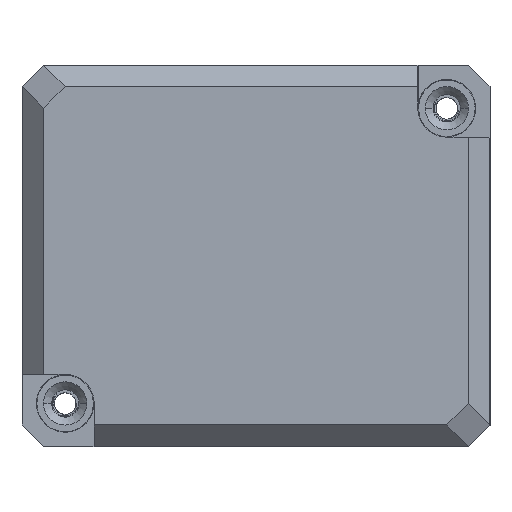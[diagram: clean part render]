
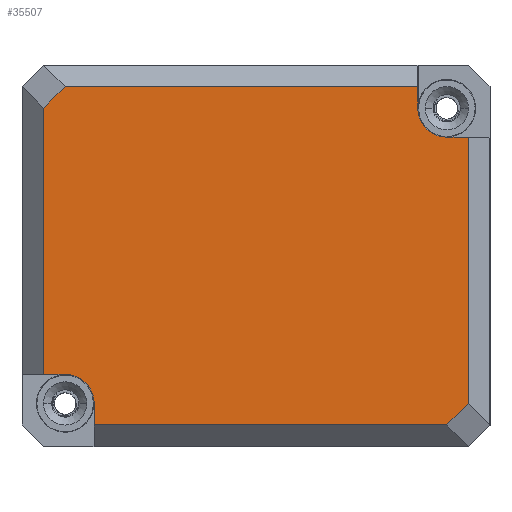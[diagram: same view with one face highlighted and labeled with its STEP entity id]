
A CAD part, top view. The second image highlights one B-rep face of the part: STEP entity #35507.
In plain terms, the highlighted planar face has unit normal (0, 0, 1).
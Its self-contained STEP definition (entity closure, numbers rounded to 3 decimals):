
#33091=DIRECTION('',(0.,-1.,0.));
#33092=VECTOR('',#33091,36.976);
#33093=CARTESIAN_POINT('',(-29.5,20.502,10.));
#33094=LINE('',#33093,#33092);
#33095=CARTESIAN_POINT('',(-26.5,-20.5,10.));
#33096=DIRECTION('',(0.,0.,1.));
#33097=DIRECTION('',(1.,0.,0.));
#33098=AXIS2_PLACEMENT_3D('',#33095,#33096,#33097);
#33100=DIRECTION('',(1.,0.,0.));
#33101=VECTOR('',#33100,3.);
#33102=CARTESIAN_POINT('',(-29.5,-16.474,10.));
#33103=LINE('',#33102,#33101);
#33104=DIRECTION('',(-0.707,-0.707,0.));
#33105=VECTOR('',#33104,4.24);
#33106=CARTESIAN_POINT('',(-26.502,23.5,10.));
#33107=LINE('',#33106,#33105);
#33108=DIRECTION('',(0.,-1.,0.));
#33109=VECTOR('',#33108,3.);
#33110=CARTESIAN_POINT('',(22.474,23.5,10.));
#33111=LINE('',#33110,#33109);
#33112=CARTESIAN_POINT('',(26.5,20.5,10.));
#33113=DIRECTION('',(0.,0.,1.));
#33114=DIRECTION('',(-1.,0.,0.));
#33115=AXIS2_PLACEMENT_3D('',#33112,#33113,#33114);
#33117=DIRECTION('',(-1.,0.,0.));
#33118=VECTOR('',#33117,3.);
#33119=CARTESIAN_POINT('',(29.5,16.474,10.));
#33120=LINE('',#33119,#33118);
#33121=DIRECTION('',(0.707,0.707,0.));
#33122=VECTOR('',#33121,4.24);
#33123=CARTESIAN_POINT('',(26.502,-23.5,10.));
#33124=LINE('',#33123,#33122);
#33125=DIRECTION('',(0.,1.,0.));
#33126=VECTOR('',#33125,3.);
#33127=CARTESIAN_POINT('',(-22.474,-23.5,10.));
#33128=LINE('',#33127,#33126);
#33133=DIRECTION('',(-1.,0.,0.));
#33134=VECTOR('',#33133,48.976);
#33135=CARTESIAN_POINT('',(22.474,23.5,10.));
#33136=LINE('',#33135,#33134);
#33265=DIRECTION('',(0.,1.,0.));
#33266=VECTOR('',#33265,36.976);
#33267=CARTESIAN_POINT('',(29.5,-20.502,10.));
#33268=LINE('',#33267,#33266);
#33329=DIRECTION('',(1.,0.,0.));
#33330=VECTOR('',#33329,48.976);
#33331=CARTESIAN_POINT('',(-22.474,-23.5,10.));
#33332=LINE('',#33331,#33330);
#33759=CARTESIAN_POINT('',(-26.502,23.5,10.));
#33760=CARTESIAN_POINT('',(-29.5,20.502,10.));
#33761=VERTEX_POINT('',#33759);
#33762=VERTEX_POINT('',#33760);
#33767=CARTESIAN_POINT('',(26.502,-23.5,10.));
#33768=CARTESIAN_POINT('',(29.5,-20.502,10.));
#33769=VERTEX_POINT('',#33767);
#33770=VERTEX_POINT('',#33768);
#33791=CARTESIAN_POINT('',(-22.474,-20.5,10.));
#33792=CARTESIAN_POINT('',(-26.5,-16.474,10.));
#33793=VERTEX_POINT('',#33791);
#33794=VERTEX_POINT('',#33792);
#33795=CARTESIAN_POINT('',(-29.5,-16.474,10.));
#33796=VERTEX_POINT('',#33795);
#33797=CARTESIAN_POINT('',(-22.474,-23.5,10.));
#33798=VERTEX_POINT('',#33797);
#33799=CARTESIAN_POINT('',(22.474,20.5,10.));
#33800=CARTESIAN_POINT('',(26.5,16.474,10.));
#33801=VERTEX_POINT('',#33799);
#33802=VERTEX_POINT('',#33800);
#33803=CARTESIAN_POINT('',(29.5,16.474,10.));
#33804=VERTEX_POINT('',#33803);
#33805=CARTESIAN_POINT('',(22.474,23.5,10.));
#33806=VERTEX_POINT('',#33805);
#35480=CARTESIAN_POINT('',(0.,0.,10.));
#35481=DIRECTION('',(0.,0.,1.));
#35482=DIRECTION('',(1.,0.,0.));
#35483=AXIS2_PLACEMENT_3D('',#35480,#35481,#35482);
#35484=PLANE('',#35483);
#35485=ORIENTED_EDGE('',*,*,#35426,.T.);
#35486=ORIENTED_EDGE('',*,*,#35445,.F.);
#35487=ORIENTED_EDGE('',*,*,#35460,.F.);
#35488=ORIENTED_EDGE('',*,*,#35470,.F.);
#35490=ORIENTED_EDGE('',*,*,#35489,.F.);
#35492=ORIENTED_EDGE('',*,*,#35491,.T.);
#35494=ORIENTED_EDGE('',*,*,#35493,.T.);
#35496=ORIENTED_EDGE('',*,*,#35495,.F.);
#35498=ORIENTED_EDGE('',*,*,#35497,.F.);
#35500=ORIENTED_EDGE('',*,*,#35499,.F.);
#35502=ORIENTED_EDGE('',*,*,#35501,.F.);
#35504=ORIENTED_EDGE('',*,*,#35503,.T.);
#35505=EDGE_LOOP('',(#35485,#35486,#35487,#35488,#35490,#35492,#35494,#35496,
#35498,#35500,#35502,#35504));
#35506=FACE_OUTER_BOUND('',#35505,.F.);
#33099=CIRCLE('',#33098,4.026);
#33116=CIRCLE('',#33115,4.026);
#35426=EDGE_CURVE('',#33793,#33794,#33099,.T.);
#35445=EDGE_CURVE('',#33796,#33794,#33103,.T.);
#35460=EDGE_CURVE('',#33762,#33796,#33094,.T.);
#35470=EDGE_CURVE('',#33761,#33762,#33107,.T.);
#35489=EDGE_CURVE('',#33806,#33761,#33136,.T.);
#35491=EDGE_CURVE('',#33806,#33801,#33111,.T.);
#35493=EDGE_CURVE('',#33801,#33802,#33116,.T.);
#35495=EDGE_CURVE('',#33804,#33802,#33120,.T.);
#35497=EDGE_CURVE('',#33770,#33804,#33268,.T.);
#35499=EDGE_CURVE('',#33769,#33770,#33124,.T.);
#35501=EDGE_CURVE('',#33798,#33769,#33332,.T.);
#35503=EDGE_CURVE('',#33798,#33793,#33128,.T.);
#35507=ADVANCED_FACE('',(#35506),#35484,.T.);
